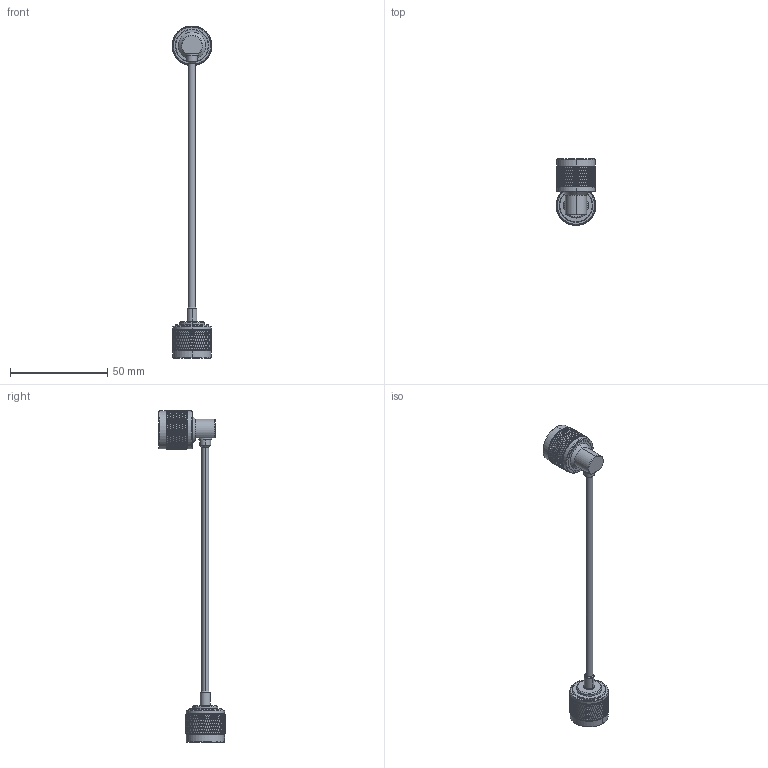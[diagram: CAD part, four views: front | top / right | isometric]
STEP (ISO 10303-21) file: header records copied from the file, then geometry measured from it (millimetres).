
FILE_DESCRIPTION (( 'STEP AP203' ), '1' );
FILE_NAME ('PE39453.step', '2018-09-18T16:31:47', ( '' ), ( '' ), 'SwSTEP 2.0', 'SolidWorks 2017', '' );
FILE_SCHEMA (( 'CONFIG_CONTROL_DESIGN' ));
Products named in the file (5): Soldering^PE39453; PE39453; PE44703; PE44701; Coax Cable_PE-SR402FL
Assembly tree (4 placements, depth 2):
  PE39453
    Coax Cable_PE-SR402FL
    PE44703
    PE44701
    Soldering^PE39453
Bounding box: 20.32 x 34.01 x 170.56 mm (x, y, z)
Volume: 10064.7 mm3; surface area: 8555.5 mm2
Topology: 5 solids, 6 shells, 4649 faces, 9871 edges, 5253 vertices
Faces by surface type: bspline 3590, cylinder 972, cone 47, plane 34, torus 6
Entity records: 180811 total; most frequent: CARTESIAN_POINT 120746, ORIENTED_EDGE 19742, EDGE_CURVE 9871, VERTEX_POINT 5253, EDGE_LOOP 4668, FACE_OUTER_BOUND 4649, ADVANCED_FACE 4649, B_SPLINE_CURVE_WITH_KNOTS 4052
